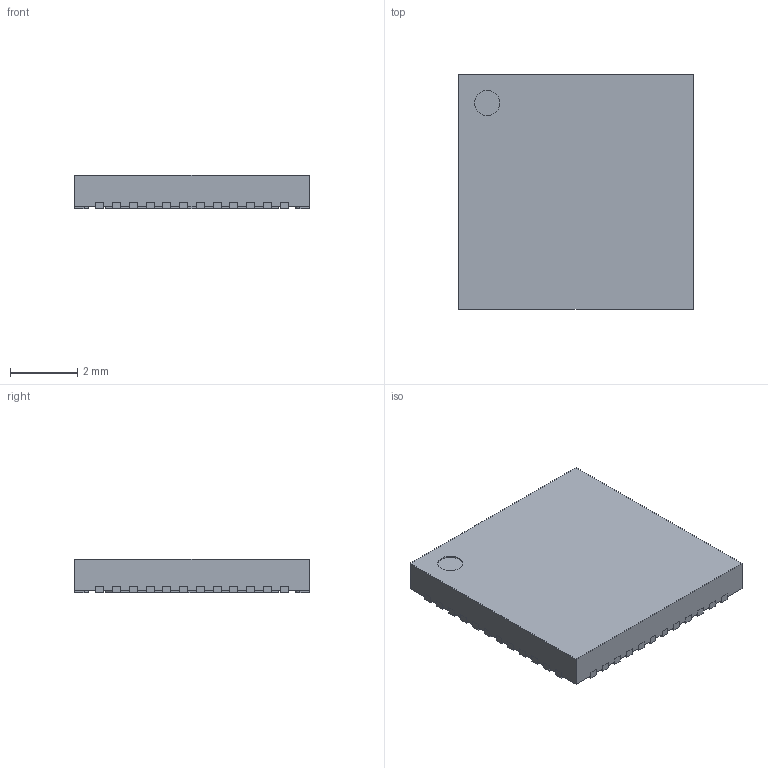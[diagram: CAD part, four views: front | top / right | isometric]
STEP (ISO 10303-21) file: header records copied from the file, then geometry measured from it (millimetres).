
FILE_DESCRIPTION (( 'STEP AP214' ), '1' );
FILE_NAME ('User Library-QFN48-RGZ.STEP', '2020-12-30T22:39:51', ( '' ), ( '' ), 'SwSTEP 2.0', 'SolidWorks 2020', '' );
FILE_SCHEMA (( 'AUTOMOTIVE_DESIGN' ));
Length unit declared in the file: millimetre
Products named in the file (1): User Library-QFN48-RGZ
Bounding box: 7 x 7 x 1 mm (x, y, z)
Volume: 47.5 mm3; surface area: 130.1 mm2
Topology: 1 solids, 1 shells, 399 faces, 1185 edges, 790 vertices
Faces by surface type: plane 301, cylinder 98
Entity records: 17170 total; most frequent: CARTESIAN_POINT 2375, ORIENTED_EDGE 2370, DIRECTION 2181, EDGE_CURVE 1185, LINE 989, VECTOR 989, VERTEX_POINT 790, AXIS2_PLACEMENT_3D 596
